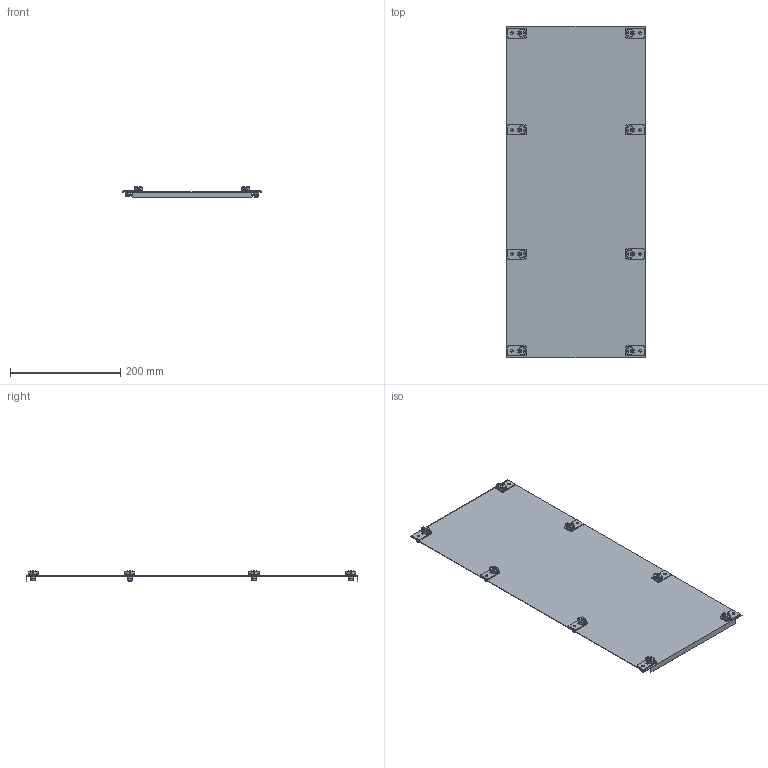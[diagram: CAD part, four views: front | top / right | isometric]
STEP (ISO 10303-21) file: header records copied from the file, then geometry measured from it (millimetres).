
FILE_DESCRIPTION((''),'2;1');
FILE_NAME('001101447_CP_1_4_F_ASM','2023-01-23T07:48:12',('klemen.sitar'),('Audax d.o.o.'),'CREO PARAMETRIC BY PTC INC, 2021304','CREO PARAMETRIC BY PTC INC, 2021304','');
FILE_SCHEMA(('AP242_MANAGED_MODEL_BASED_3D_ENGINEERING_MIM_LF { 1 0 10303 442 1 1 4 }'));
Length unit declared in the file: millimetre
Products named in the file (37): PRT0002_1; PRT0002_1_1_1_1_1_1_2_1_1_2_3_5; PRT0003_1_1_1_1_1_1_2_1_1_2_3_5; BLACK_PIN_ASM_1_ASM_1_ASM_1__17_ASM; PRT0002_1_1_1_1_1_1_2_3_1_1_2_5; PRT0003_1_1_1_1_1_1_2_3_1_1_2_5; BLACK_PIN_ASM_1_ASM_1_ASM_1__18_ASM; BLACK_PIN_COLO_ASM_1_ASM_1_A_18_ASM; ASM0002_ASM_1_ASM_1_1_ASM_1_1_6_ASM; PRT0002_1_1_1_1_1_1_2_3_1_1_2_6; PRT0003_1_1_1_1_1_1_2_3_1_1_2_6; BLACK_PIN_ASM_1_ASM_1_ASM_1__20_ASM; BLACK_PIN_COLO_ASM_1_ASM_1_A_20_ASM; PRT0002_1_1_1_1_1_1_2_1_1_2_1_2; PRT0003_1_1_1_1_1_1_2_1_1_2_1_2; BLACK_PIN_ASM_1_ASM_1_ASM_1__19_ASM; BLACK_PIN_COLO_ASM_1_ASM_1_A_19_ASM; ASM0002_ASM_1_ASM_1_1_2_ASM_1_8_ASM; PRT0002_1_1_1_1_2_3_1_1_2_1_1; PRT0003_1_1_1_1_1_1_2_3_4-23204; BLACK_PIN_ASM_1_ASM_1_1_ASM_1_2_ASM; BLACK_PIN_COLO_ASM_1_1_ASM_1__2_ASM; PRT0002_1_1_1_1_2_1_1_2_1_1; PRT0003_1_1_1_1_1_2_3_4_1_1; BLACK_PIN_ASM_1_ASM_1_ASM_1_1_2_ASM; BLACK_PIN_COLO_ASM_1_ASM_-27513_ASM; ASM0003_ASM_1_1_2_ASM_1_ASM_1_ASM; PRT0002_1_1_1_1_2_3_1_1_2_1_1_1; PRT0003_1_1_1_1_1_1_2_3_4-32408; BLACK_PIN_ASM_1_ASM_1_1_ASM_1_3_ASM; BLACK_PIN_COLO_ASM_1_1_ASM_1__1_ASM; PRT0002_1_1_1_1_2_1_1_2_1_1_1; PRT0003_1_1_1_1_1_2_3_4_1_1_1; BLACK_PIN_ASM_1_ASM_1_ASM_1_1_1_ASM; BLACK_PIN_COLO_ASM_1_ASM_-36759_ASM; ASM0003_ASM_1_1_2_ASM_1_ASM_1_A_ASM; 001101447_CP_1_4_F_ASM
Assembly tree (36 placements, depth 5):
  001101447_CP_1_4_F_ASM
    PRT0002_1
    ASM0002_ASM_1_ASM_1_1_ASM_1_1_6_ASM
      BLACK_PIN_ASM_1_ASM_1_ASM_1__17_ASM
        PRT0002_1_1_1_1_1_1_2_1_1_2_3_5
        PRT0003_1_1_1_1_1_1_2_1_1_2_3_5
      BLACK_PIN_COLO_ASM_1_ASM_1_A_18_ASM
        BLACK_PIN_ASM_1_ASM_1_ASM_1__18_ASM
          PRT0002_1_1_1_1_1_1_2_3_1_1_2_5
          PRT0003_1_1_1_1_1_1_2_3_1_1_2_5
    ASM0002_ASM_1_ASM_1_1_2_ASM_1_8_ASM
      BLACK_PIN_COLO_ASM_1_ASM_1_A_20_ASM
        BLACK_PIN_ASM_1_ASM_1_ASM_1__20_ASM
          PRT0002_1_1_1_1_1_1_2_3_1_1_2_6
          PRT0003_1_1_1_1_1_1_2_3_1_1_2_6
      BLACK_PIN_COLO_ASM_1_ASM_1_A_19_ASM
        BLACK_PIN_ASM_1_ASM_1_ASM_1__19_ASM
          PRT0002_1_1_1_1_1_1_2_1_1_2_1_2
          PRT0003_1_1_1_1_1_1_2_1_1_2_1_2
    ASM0003_ASM_1_1_2_ASM_1_ASM_1_ASM
      BLACK_PIN_COLO_ASM_1_1_ASM_1__2_ASM
        BLACK_PIN_ASM_1_ASM_1_1_ASM_1_2_ASM
          PRT0002_1_1_1_1_2_3_1_1_2_1_1
          PRT0003_1_1_1_1_1_1_2_3_4-23204
      BLACK_PIN_COLO_ASM_1_ASM_-27513_ASM
        BLACK_PIN_ASM_1_ASM_1_ASM_1_1_2_ASM
          PRT0002_1_1_1_1_2_1_1_2_1_1
          PRT0003_1_1_1_1_1_2_3_4_1_1
    ASM0003_ASM_1_1_2_ASM_1_ASM_1_A_ASM
      BLACK_PIN_COLO_ASM_1_1_ASM_1__1_ASM
        BLACK_PIN_ASM_1_ASM_1_1_ASM_1_3_ASM
          PRT0002_1_1_1_1_2_3_1_1_2_1_1_1
          PRT0003_1_1_1_1_1_1_2_3_4-32408
      BLACK_PIN_COLO_ASM_1_ASM_-36759_ASM
        BLACK_PIN_ASM_1_ASM_1_ASM_1_1_1_ASM
          PRT0002_1_1_1_1_2_1_1_2_1_1_1
          PRT0003_1_1_1_1_1_2_3_4_1_1_1
Bounding box: 250 x 600 x 18.6 mm (x, y, z)
Volume: 176112 mm3; surface area: 331871.5 mm2
Topology: 17 solids, 17 shells, 686 faces, 2070 edges, 1494 vertices
Faces by surface type: plane 433, cylinder 237, cone 16
Entity records: 39320 total; most frequent: CARTESIAN_POINT 5606, DIRECTION 4214, ORIENTED_EDGE 4004, PRESENTATION_LAYER_ASSIGNMENT 3693, PRESENTATION_STYLE_ASSIGNMENT 2190, STYLED_ITEM 2190, CURVE_STYLE 2111, EDGE_CURVE 2002
